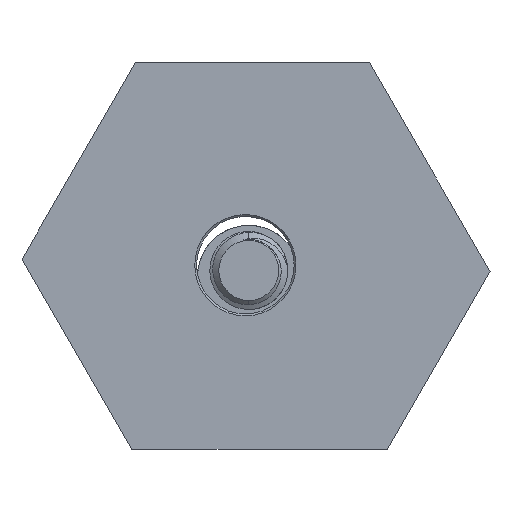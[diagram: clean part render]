
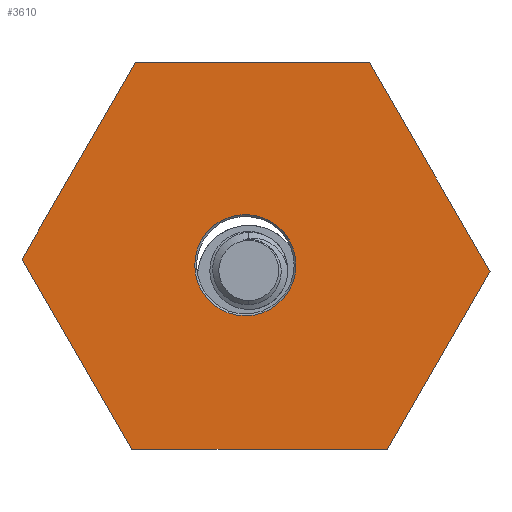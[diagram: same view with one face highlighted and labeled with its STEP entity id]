
A CAD part, front view. The second image highlights one B-rep face of the part: STEP entity #3610.
In plain terms, the highlighted planar face has unit normal (0, -1, 0).
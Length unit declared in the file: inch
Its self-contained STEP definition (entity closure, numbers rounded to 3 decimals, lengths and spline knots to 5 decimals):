
#327 = CIRCLE ( 'NONE', #3593, 0.3245 ) ;
#414 = CARTESIAN_POINT ( 'NONE',  ( -0.70464, 0., 1.29921 ) ) ;
#659 = CARTESIAN_POINT ( 'NONE',  ( -1.43201, 0., 0.03937 ) ) ;
#728 = ORIENTED_EDGE ( 'NONE', *, *, #954, .F. ) ;
#875 = DIRECTION ( 'NONE',  ( 0., -1., 0. ) ) ;
#891 = CARTESIAN_POINT ( 'NONE',  ( -0.70464, 0., 1.29921 ) ) ;
#934 = DIRECTION ( 'NONE',  ( 0., 0., -1. ) ) ;
#954 = EDGE_CURVE ( 'NONE', #1908, #8418, #2519, .T. ) ;
#1338 = VERTEX_POINT ( 'NONE', #2635 ) ;
#1622 = DIRECTION ( 'NONE',  ( 0., 1., 0. ) ) ;
#1636 = EDGE_CURVE ( 'NONE', #8418, #11545, #11506, .T. ) ;
#1741 = LINE ( 'NONE', #7882, #3583 ) ;
#1830 = PLANE ( 'NONE',  #8175 ) ;
#1908 = VERTEX_POINT ( 'NONE', #10262 ) ;
#2286 = CARTESIAN_POINT ( 'NONE',  ( 0.79556, 0., 1.29921 ) ) ;
#2519 = LINE ( 'NONE', #414, #9248 ) ;
#2621 = CARTESIAN_POINT ( 'NONE',  ( 1.56839, 0., -0.03937 ) ) ;
#2635 = CARTESIAN_POINT ( 'NONE',  ( 0.90921, 0., -1.1811 ) ) ;
#2648 = CARTESIAN_POINT ( 'NONE',  ( 0., 0., 0. ) ) ;
#2776 = EDGE_CURVE ( 'NONE', #1338, #10850, #12192, .T. ) ;
#2791 = EDGE_CURVE ( 'NONE', #12971, #1338, #1741, .T. ) ;
#2917 = DIRECTION ( 'NONE',  ( 0., 0., -1. ) ) ;
#3013 = ORIENTED_EDGE ( 'NONE', *, *, #2791, .F. ) ;
#3165 = AXIS2_PLACEMENT_3D ( 'NONE', #6116, #3875, #934 ) ;
#3583 = VECTOR ( 'NONE', #8839, 39.37008 ) ;
#3593 = AXIS2_PLACEMENT_3D ( 'NONE', #2648, #1622, #4761 ) ;
#3610 = ADVANCED_FACE ( 'NONE', ( #7092, #5984 ), #1830, .T. ) ;
#3662 = LINE ( 'NONE', #659, #4251 ) ;
#3668 = EDGE_LOOP ( 'NONE', ( #13045, #8158, #3013, #3937, #4543, #728 ) ) ;
#3875 = DIRECTION ( 'NONE',  ( 0., 1., 0. ) ) ;
#3937 = ORIENTED_EDGE ( 'NONE', *, *, #5014, .F. ) ;
#4251 = VECTOR ( 'NONE', #10896, 39.37008 ) ;
#4543 = ORIENTED_EDGE ( 'NONE', *, *, #1636, .F. ) ;
#4568 = DIRECTION ( 'NONE',  ( 0.5, 0., 0.866 ) ) ;
#4761 = DIRECTION ( 'NONE',  ( 0., 0., -1. ) ) ;
#4894 = VECTOR ( 'NONE', #8427, 39.37008 ) ;
#4933 = CARTESIAN_POINT ( 'NONE',  ( -0.72737, 0., -1.1811 ) ) ;
#5014 = EDGE_CURVE ( 'NONE', #11545, #12971, #6646, .T. ) ;
#5984 = FACE_OUTER_BOUND ( 'NONE', #3668, .T. ) ;
#6116 = CARTESIAN_POINT ( 'NONE',  ( 0., 0., 0. ) ) ;
#6191 = CARTESIAN_POINT ( 'NONE',  ( 0.79556, 0., 1.29921 ) ) ;
#6646 = LINE ( 'NONE', #2621, #6884 ) ;
#6884 = VECTOR ( 'NONE', #11924, 39.37008 ) ;
#7092 = FACE_BOUND ( 'NONE', #11123, .T. ) ;
#7404 = ORIENTED_EDGE ( 'NONE', *, *, #7808, .T. ) ;
#7589 = CARTESIAN_POINT ( 'NONE',  ( 0., 0., -0.3245 ) ) ;
#7652 = EDGE_CURVE ( 'NONE', #9166, #10754, #327, .T. ) ;
#7808 = EDGE_CURVE ( 'NONE', #10754, #9166, #12975, .T. ) ;
#7882 = CARTESIAN_POINT ( 'NONE',  ( 0.90921, 0., -1.1811 ) ) ;
#8158 = ORIENTED_EDGE ( 'NONE', *, *, #2776, .F. ) ;
#8175 = AXIS2_PLACEMENT_3D ( 'NONE', #9338, #875, #2917 ) ;
#8418 = VERTEX_POINT ( 'NONE', #891 ) ;
#8427 = DIRECTION ( 'NONE',  ( 1., 0., 0. ) ) ;
#8544 = ORIENTED_EDGE ( 'NONE', *, *, #7652, .T. ) ;
#8819 = EDGE_CURVE ( 'NONE', #10850, #1908, #3662, .T. ) ;
#8839 = DIRECTION ( 'NONE',  ( -0.5, 0., -0.866 ) ) ;
#9166 = VERTEX_POINT ( 'NONE', #7589 ) ;
#9248 = VECTOR ( 'NONE', #4568, 39.37008 ) ;
#9338 = CARTESIAN_POINT ( 'NONE',  ( 0., 0., 0. ) ) ;
#9468 = VECTOR ( 'NONE', #13012, 39.37008 ) ;
#10262 = CARTESIAN_POINT ( 'NONE',  ( -1.43201, 0., 0.03937 ) ) ;
#10754 = VERTEX_POINT ( 'NONE', #13364 ) ;
#10850 = VERTEX_POINT ( 'NONE', #11446 ) ;
#10896 = DIRECTION ( 'NONE',  ( -0.5, 0., 0.866 ) ) ;
#11123 = EDGE_LOOP ( 'NONE', ( #8544, #7404 ) ) ;
#11446 = CARTESIAN_POINT ( 'NONE',  ( -0.72737, 0., -1.1811 ) ) ;
#11506 = LINE ( 'NONE', #2286, #4894 ) ;
#11545 = VERTEX_POINT ( 'NONE', #6191 ) ;
#11874 = CARTESIAN_POINT ( 'NONE',  ( 1.56839, 0., -0.03937 ) ) ;
#11924 = DIRECTION ( 'NONE',  ( 0.5, 0., -0.866 ) ) ;
#12192 = LINE ( 'NONE', #4933, #9468 ) ;
#12971 = VERTEX_POINT ( 'NONE', #11874 ) ;
#12975 = CIRCLE ( 'NONE', #3165, 0.3245 ) ;
#13012 = DIRECTION ( 'NONE',  ( -1., 0., 0. ) ) ;
#13045 = ORIENTED_EDGE ( 'NONE', *, *, #8819, .F. ) ;
#13364 = CARTESIAN_POINT ( 'NONE',  ( 0., 0., 0.3245 ) ) ;
